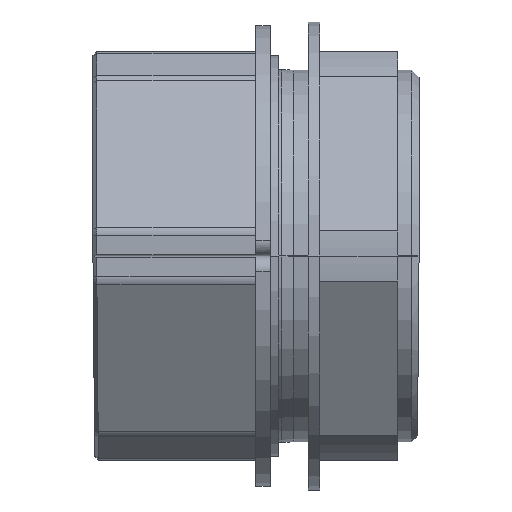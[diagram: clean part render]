
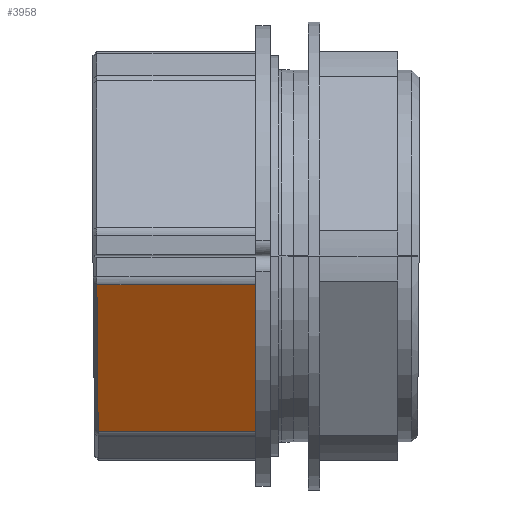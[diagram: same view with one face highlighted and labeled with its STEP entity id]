
A CAD part, front view. The second image highlights one B-rep face of the part: STEP entity #3958.
In plain terms, the highlighted planar face has unit normal (0, -0.866, -0.5).
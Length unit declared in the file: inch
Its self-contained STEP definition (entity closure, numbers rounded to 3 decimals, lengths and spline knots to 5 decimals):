
#372 = CARTESIAN_POINT ( 'NONE',  ( -0.91325, -0.71437, -0.92802 ) ) ;
#1069 = LINE ( 'NONE', #6298, #10798 ) ;
#2016 = DIRECTION ( 'NONE',  ( 0., -0.866, -0.5 ) ) ;
#2029 = ORIENTED_EDGE ( 'NONE', *, *, #7895, .F. ) ;
#2722 = ORIENTED_EDGE ( 'NONE', *, *, #3385, .F. ) ;
#2890 = CARTESIAN_POINT ( 'NONE',  ( -0.07874, -0.71437, -0.92802 ) ) ;
#3242 = DIRECTION ( 'NONE',  ( 0., 0.5, -0.866 ) ) ;
#3385 = EDGE_CURVE ( 'NONE', #10741, #11508, #1069, .T. ) ;
#3616 = LINE ( 'NONE', #13681, #14458 ) ;
#3779 = DIRECTION ( 'NONE',  ( -1., 0., 0. ) ) ;
#3958 = ADVANCED_FACE ( 'NONE', ( #11766 ), #5770, .T. ) ;
#5625 = ORIENTED_EDGE ( 'NONE', *, *, #7770, .T. ) ;
#5770 = PLANE ( 'NONE',  #13966 ) ;
#5977 = ORIENTED_EDGE ( 'NONE', *, *, #15764, .T. ) ;
#6037 = LINE ( 'NONE', #14718, #6595 ) ;
#6084 = VECTOR ( 'NONE', #10394, 39.37008 ) ;
#6298 = CARTESIAN_POINT ( 'NONE',  ( -0.91664, -0.9386, -0.53966 ) ) ;
#6595 = VECTOR ( 'NONE', #11025, 39.37008 ) ;
#7770 = EDGE_CURVE ( 'NONE', #10741, #12346, #9153, .T. ) ;
#7895 = EDGE_CURVE ( 'NONE', #9216, #12346, #6037, .T. ) ;
#7928 = EDGE_LOOP ( 'NONE', ( #2029, #5977, #2722, #5625 ) ) ;
#8493 = CARTESIAN_POINT ( 'NONE',  ( -0.92003, -1.16282, -0.15129 ) ) ;
#8909 = CARTESIAN_POINT ( 'NONE',  ( -0.07874, -1.16282, -0.15129 ) ) ;
#9153 = LINE ( 'NONE', #14168, #6084 ) ;
#9216 = VERTEX_POINT ( 'NONE', #8909 ) ;
#10394 = DIRECTION ( 'NONE',  ( 1., 0., 0. ) ) ;
#10741 = VERTEX_POINT ( 'NONE', #372 ) ;
#10798 = VECTOR ( 'NONE', #12283, 39.37008 ) ;
#11025 = DIRECTION ( 'NONE',  ( 0., 0.5, -0.866 ) ) ;
#11508 = VERTEX_POINT ( 'NONE', #8493 ) ;
#11766 = FACE_OUTER_BOUND ( 'NONE', #7928, .T. ) ;
#12283 = DIRECTION ( 'NONE',  ( -0.008, -0.5, 0.866 ) ) ;
#12346 = VERTEX_POINT ( 'NONE', #2890 ) ;
#13681 = CARTESIAN_POINT ( 'NONE',  ( -0.00001, -1.16282, -0.15129 ) ) ;
#13966 = AXIS2_PLACEMENT_3D ( 'NONE', #15859, #2016, #3242 ) ;
#14168 = CARTESIAN_POINT ( 'NONE',  ( -0.00001, -0.71437, -0.92802 ) ) ;
#14458 = VECTOR ( 'NONE', #3779, 39.37008 ) ;
#14718 = CARTESIAN_POINT ( 'NONE',  ( -0.07874, -1.16282, -0.15129 ) ) ;
#15764 = EDGE_CURVE ( 'NONE', #9216, #11508, #3616, .T. ) ;
#15859 = CARTESIAN_POINT ( 'NONE',  ( -0.00001, -1.25017, 0. ) ) ;
